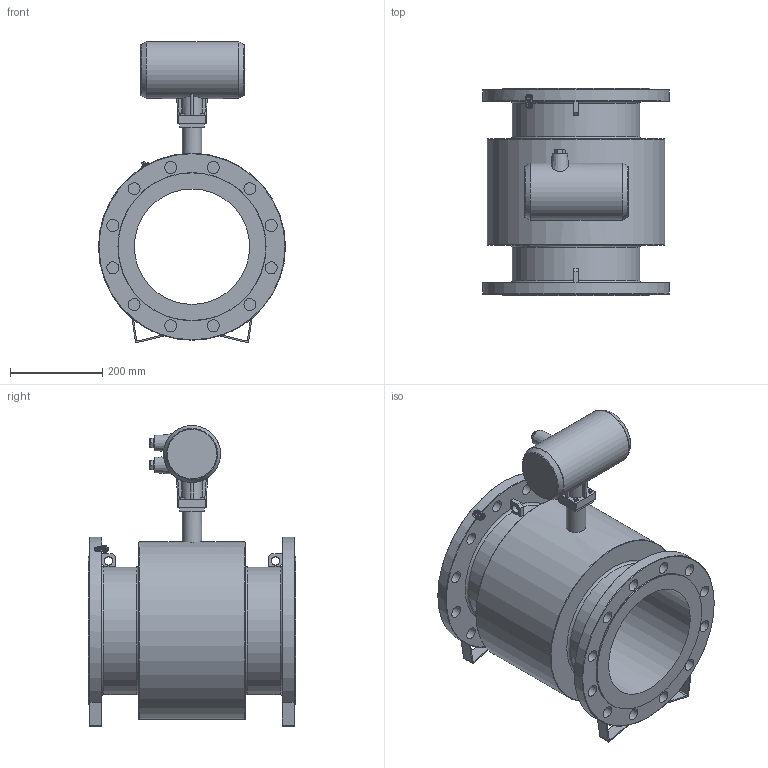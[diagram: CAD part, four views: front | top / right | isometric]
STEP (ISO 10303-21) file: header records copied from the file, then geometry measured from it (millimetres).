
FILE_DESCRIPTION(/* description */ (''),/* implementation_level */ '2;1');
FILE_NAME(/* name */ 'Flowmeter DN250 PN16 Compact.step',/* time_stamp */ '2023-10-05T13:20:51+03:00',/* author */ (''),/* organization */ (''),/* preprocessor_version */ 'ST-DEVELOPER v20',/* originating_system */ 'Autodesk Translation Framework v12.14.0.127',/* authorisation */ '');
FILE_SCHEMA (('AUTOMOTIVE_DESIGN { 1 0 10303 214 3 1 1 }'));
Length unit declared in the file: millimetre
Products named in the file (3): Flowmeter DN250 PN16; Flowmeter v11; A_Compact_version
Assembly tree (2 placements, depth 3):
  Flowmeter DN250 PN16
    Flowmeter v11
      A_Compact_version
Bounding box: 405 x 450 x 651.99 mm (x, y, z)
Volume: 24209256.8 mm3; surface area: 1455452.2 mm2
Topology: 1 solids, 6 shells, 681 faces, 1745 edges, 1125 vertices
Faces by surface type: plane 237, cylinder 182, bspline 157, cone 91, torus 14
Full cylindrical faces by diameter (mm): 3.332 x2, 3.961 x9, 4.234 x4, 5 x11, 5.5 x1, 6.5 x4, 8 x2, 10.394 x1, 12.394 x1, 14 x1, 17 x2, 18 x2, 18.137 x10, 18.631 x12, 26 x24, 29 x1, 42 x2, 72 x1, 110 x2, 113 x2, 123.5 x1, 250 x1, 276.5 x2, 320 x2, 385 x1
Entity records: 40440 total; most frequent: CARTESIAN_POINT 24911, ORIENTED_EDGE 3490, DIRECTION 2540, EDGE_CURVE 1745, VERTEX_POINT 1125, AXIS2_PLACEMENT_3D 923, EDGE_LOOP 822, LINE 694
